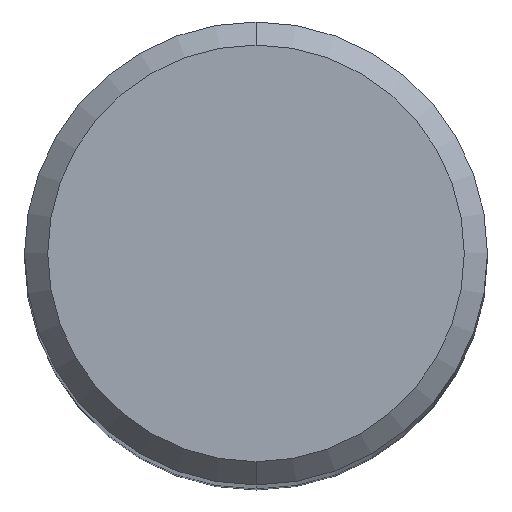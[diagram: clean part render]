
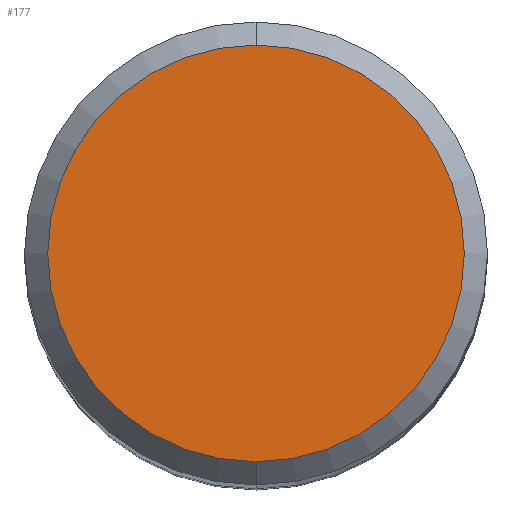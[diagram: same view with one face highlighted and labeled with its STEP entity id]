
A CAD part, top view. The second image highlights one B-rep face of the part: STEP entity #177.
In plain terms, the highlighted planar face has unit normal (0, 0, 1).
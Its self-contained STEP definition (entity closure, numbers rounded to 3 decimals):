
#141=VERTEX_POINT('',#267);
#159=VERTEX_POINT('',#287);
#163=EDGE_CURVE('',#159,#141,#292,.T.);
#177=ADVANCED_FACE('',(#308),#309,.T.);
#179=EDGE_CURVE('',#141,#159,#311,.T.);
#267=CARTESIAN_POINT('',(0.,-9.0,0.0));
#287=CARTESIAN_POINT('',(0.0,9.0,0.0));
#292=CIRCLE('',#438,9.0);
#308=FACE_OUTER_BOUND('',#461,.T.);
#309=PLANE('',#462);
#311=CIRCLE('',#465,9.0);
#438=AXIS2_PLACEMENT_3D('',#581,#582,#583);
#461=EDGE_LOOP('',(#605,#606));
#462=AXIS2_PLACEMENT_3D('',#607,#608,#609);
#465=AXIS2_PLACEMENT_3D('',#610,#611,#612);
#581=CARTESIAN_POINT('',(0.0,0.0,0.0));
#582=DIRECTION('',(0.0,0.0,-1.0));
#583=DIRECTION('',(0.0,1.0,0.0));
#605=ORIENTED_EDGE('',*,*,#163,.F.);
#606=ORIENTED_EDGE('',*,*,#179,.F.);
#607=CARTESIAN_POINT('',(0.0,4.5,0.0));
#608=DIRECTION('',(-0.0,0.0,1.0));
#609=DIRECTION('',(0.0,-1.0,0.0));
#610=CARTESIAN_POINT('',(0.0,0.0,0.0));
#611=DIRECTION('',(0.0,0.0,-1.0));
#612=DIRECTION('',(0.0,1.0,0.0));
